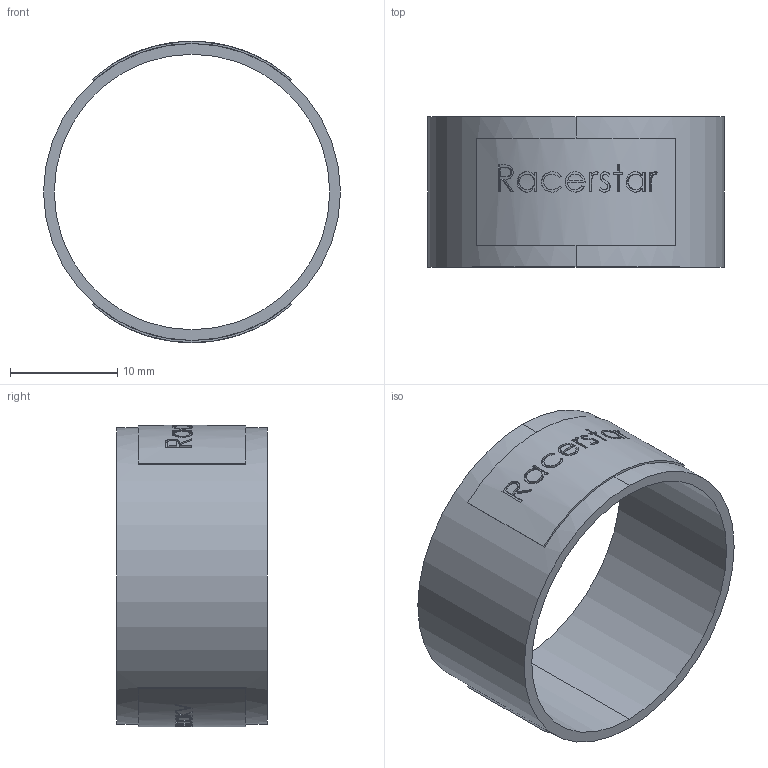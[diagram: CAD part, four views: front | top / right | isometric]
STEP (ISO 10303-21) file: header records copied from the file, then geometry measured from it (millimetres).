
FILE_DESCRIPTION (( 'STEP AP203' ), '1' );
FILE_NAME ('Rotor Cover_Default_sldprt.STEP', '2022-12-13T23:46:50', ( '' ), ( '' ), 'SwSTEP 2.0', 'SolidWorks 2022', '' );
FILE_SCHEMA (( 'CONFIG_CONTROL_DESIGN' ));
Length unit declared in the file: millimetre
Products named in the file (1): Rotor Cover_Default_sldprt
Bounding box: 27.65 x 14 x 28.05 mm (x, y, z)
Volume: 1249.6 mm3; surface area: 2574.7 mm2
Topology: 1 solids, 1 shells, 293 faces, 780 edges, 520 vertices
Faces by surface type: bspline 154, plane 101, cylinder 38
Entity records: 23297 total; most frequent: CARTESIAN_POINT 17210, ORIENTED_EDGE 1560, EDGE_CURVE 780, DIRECTION 699, VERTEX_POINT 520, B_SPLINE_CURVE_WITH_KNOTS 491, EDGE_LOOP 326, FACE_OUTER_BOUND 293
